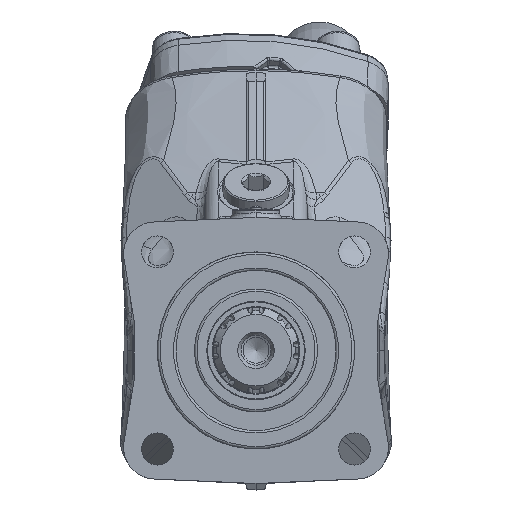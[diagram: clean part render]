
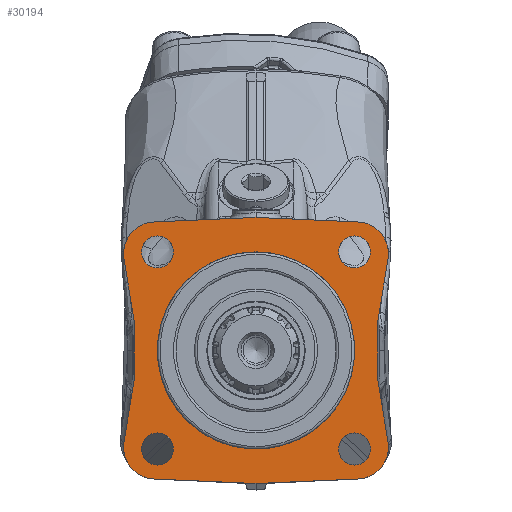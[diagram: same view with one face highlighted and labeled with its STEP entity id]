
A CAD part, top view. The second image highlights one B-rep face of the part: STEP entity #30194.
In plain terms, the highlighted face is planar.
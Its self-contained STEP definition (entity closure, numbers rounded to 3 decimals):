
#834=FACE_BOUND('',#4617,.T.);
#835=FACE_BOUND('',#4618,.T.);
#836=FACE_BOUND('',#4619,.T.);
#837=FACE_BOUND('',#4620,.T.);
#838=FACE_BOUND('',#4621,.T.);
#1406=PLANE('',#32912);
#2900=FACE_OUTER_BOUND('',#4616,.T.);
#4616=EDGE_LOOP('',(#25217,#25218,#25219,#25220,#25221,#25222,#25223,#25224,
#25225,#25226));
#4617=EDGE_LOOP('',(#25227,#25228));
#4618=EDGE_LOOP('',(#25229));
#4619=EDGE_LOOP('',(#25230,#25231));
#4620=EDGE_LOOP('',(#25232,#25233));
#4621=EDGE_LOOP('',(#25234));
#5922=CIRCLE('',#32269,40.);
#5923=CIRCLE('',#32270,40.);
#5928=CIRCLE('',#32279,6.5);
#5929=CIRCLE('',#32280,6.5);
#5988=CIRCLE('',#32414,6.5);
#6028=CIRCLE('',#32469,6.5);
#6114=CIRCLE('',#32589,6.5);
#6115=CIRCLE('',#32590,6.5);
#6240=CIRCLE('',#32883,150.);
#6243=CIRCLE('',#32887,13.);
#6244=CIRCLE('',#32891,13.);
#6245=CIRCLE('',#32893,150.);
#6248=CIRCLE('',#32897,13.);
#6254=CIRCLE('',#32911,13.);
#9185=LINE('',#78712,#10707);
#9188=LINE('',#78717,#10710);
#9193=LINE('',#78736,#10715);
#9206=LINE('',#79260,#10728);
#10707=VECTOR('',#39335,41.392);
#10710=VECTOR('',#39340,41.392);
#10715=VECTOR('',#39363,41.392);
#10728=VECTOR('',#39404,41.392);
#12336=VERTEX_POINT('',#62328);
#12337=VERTEX_POINT('',#62330);
#12344=VERTEX_POINT('',#62360);
#12345=VERTEX_POINT('',#62362);
#12559=VERTEX_POINT('',#64782);
#12646=VERTEX_POINT('',#66842);
#12855=VERTEX_POINT('',#71774);
#12856=VERTEX_POINT('',#71776);
#13285=VERTEX_POINT('',#78698);
#13286=VERTEX_POINT('',#78699);
#13288=VERTEX_POINT('',#78707);
#13289=VERTEX_POINT('',#78711);
#13290=VERTEX_POINT('',#78716);
#13291=VERTEX_POINT('',#78720);
#13292=VERTEX_POINT('',#78724);
#13294=VERTEX_POINT('',#78731);
#13295=VERTEX_POINT('',#78735);
#13308=VERTEX_POINT('',#79256);
#16031=EDGE_CURVE('',#12336,#12337,#5922,.T.);
#16032=EDGE_CURVE('',#12337,#12336,#5923,.T.);
#16041=EDGE_CURVE('',#12344,#12345,#5928,.T.);
#16042=EDGE_CURVE('',#12345,#12344,#5929,.T.);
#16354=EDGE_CURVE('',#12559,#12559,#5988,.T.);
#16481=EDGE_CURVE('',#12646,#12646,#6028,.T.);
#16791=EDGE_CURVE('',#12855,#12856,#6114,.T.);
#16792=EDGE_CURVE('',#12856,#12855,#6115,.T.);
#17453=EDGE_CURVE('',#13285,#13286,#6240,.T.);
#17458=EDGE_CURVE('',#13288,#13285,#6243,.T.);
#17460=EDGE_CURVE('',#13288,#13289,#9185,.T.);
#17463=EDGE_CURVE('',#13290,#13289,#9188,.T.);
#17465=EDGE_CURVE('',#13290,#13291,#6244,.T.);
#17467=EDGE_CURVE('',#13291,#13292,#6245,.T.);
#17471=EDGE_CURVE('',#13294,#13292,#6248,.T.);
#17473=EDGE_CURVE('',#13295,#13294,#9193,.T.);
#17501=EDGE_CURVE('',#13308,#13286,#6254,.T.);
#17503=EDGE_CURVE('',#13295,#13308,#9206,.T.);
#25217=ORIENTED_EDGE('',*,*,#17503,.F.);
#25218=ORIENTED_EDGE('',*,*,#17473,.T.);
#25219=ORIENTED_EDGE('',*,*,#17471,.T.);
#25220=ORIENTED_EDGE('',*,*,#17467,.F.);
#25221=ORIENTED_EDGE('',*,*,#17465,.F.);
#25222=ORIENTED_EDGE('',*,*,#17463,.T.);
#25223=ORIENTED_EDGE('',*,*,#17460,.F.);
#25224=ORIENTED_EDGE('',*,*,#17458,.T.);
#25225=ORIENTED_EDGE('',*,*,#17453,.T.);
#25226=ORIENTED_EDGE('',*,*,#17501,.F.);
#25227=ORIENTED_EDGE('',*,*,#16032,.F.);
#25228=ORIENTED_EDGE('',*,*,#16031,.F.);
#25229=ORIENTED_EDGE('',*,*,#16481,.T.);
#25230=ORIENTED_EDGE('',*,*,#16792,.F.);
#25231=ORIENTED_EDGE('',*,*,#16791,.F.);
#25232=ORIENTED_EDGE('',*,*,#16042,.F.);
#25233=ORIENTED_EDGE('',*,*,#16041,.F.);
#25234=ORIENTED_EDGE('',*,*,#16354,.T.);
#30194=ADVANCED_FACE('',(#2900,#834,#835,#836,#837,#838),#1406,.F.);
#32269=AXIS2_PLACEMENT_3D('',#62331,#37541,#37542);
#32270=AXIS2_PLACEMENT_3D('',#62332,#37543,#37544);
#32279=AXIS2_PLACEMENT_3D('',#62363,#37564,#37565);
#32280=AXIS2_PLACEMENT_3D('',#62364,#37566,#37567);
#32414=AXIS2_PLACEMENT_3D('',#64783,#37990,#37991);
#32469=AXIS2_PLACEMENT_3D('',#66843,#38126,#38127);
#32589=AXIS2_PLACEMENT_3D('',#71777,#38418,#38419);
#32590=AXIS2_PLACEMENT_3D('',#71778,#38420,#38421);
#32883=AXIS2_PLACEMENT_3D('',#78700,#39320,#39321);
#32887=AXIS2_PLACEMENT_3D('',#78708,#39330,#39331);
#32891=AXIS2_PLACEMENT_3D('',#78721,#39344,#39345);
#32893=AXIS2_PLACEMENT_3D('',#78725,#39349,#39350);
#32897=AXIS2_PLACEMENT_3D('',#78732,#39358,#39359);
#32911=AXIS2_PLACEMENT_3D('',#79257,#39399,#39400);
#32912=AXIS2_PLACEMENT_3D('',#79259,#39402,#39403);
#37541=DIRECTION('center_axis',(0.,-1.,0.));
#37542=DIRECTION('ref_axis',(-0.423,0.,-0.906));
#37543=DIRECTION('center_axis',(0.,-1.,0.));
#37544=DIRECTION('ref_axis',(-0.423,0.,-0.906));
#37564=DIRECTION('center_axis',(0.,-1.,0.));
#37565=DIRECTION('ref_axis',(-1.,0.,0.));
#37566=DIRECTION('center_axis',(0.,-1.,0.));
#37567=DIRECTION('ref_axis',(-1.,0.,0.));
#37990=DIRECTION('center_axis',(0.,1.,0.));
#37991=DIRECTION('ref_axis',(-1.,0.,0.));
#38126=DIRECTION('center_axis',(0.,1.,0.));
#38127=DIRECTION('ref_axis',(1.,0.,0.));
#38418=DIRECTION('center_axis',(0.,-1.,0.));
#38419=DIRECTION('ref_axis',(1.,0.,0.));
#38420=DIRECTION('center_axis',(0.,-1.,0.));
#38421=DIRECTION('ref_axis',(1.,0.,0.));
#39320=DIRECTION('center_axis',(0.,1.,0.));
#39321=DIRECTION('ref_axis',(0.971,0.,0.241));
#39330=DIRECTION('center_axis',(0.,-1.,0.));
#39331=DIRECTION('ref_axis',(-0.044,0.,0.999));
#39335=DIRECTION('',(0.999,0.,0.044));
#39340=DIRECTION('',(-0.999,0.,0.044));
#39344=DIRECTION('center_axis',(0.,1.,0.));
#39345=DIRECTION('ref_axis',(0.044,0.,0.999));
#39349=DIRECTION('center_axis',(0.,-1.,0.));
#39350=DIRECTION('ref_axis',(-0.971,0.,0.241));
#39358=DIRECTION('center_axis',(0.,-1.,0.));
#39359=DIRECTION('ref_axis',(0.044,0.,-0.999));
#39363=DIRECTION('',(0.999,0.,0.044));
#39399=DIRECTION('center_axis',(0.,1.,0.));
#39400=DIRECTION('ref_axis',(-0.044,0.,-0.999));
#39402=DIRECTION('center_axis',(0.,1.,0.));
#39403=DIRECTION('ref_axis',(0.,0.,
1.));
#39404=DIRECTION('',(-0.999,0.,0.044));
#62328=CARTESIAN_POINT('',(16.905,0.,36.252));
#62330=CARTESIAN_POINT('',(0.,0.,40.));
#62331=CARTESIAN_POINT('Origin',(0.,0.,
0.));
#62332=CARTESIAN_POINT('Origin',(0.,0.,
0.));
#62360=CARTESIAN_POINT('',(-33.5,0.,-40.));
#62362=CARTESIAN_POINT('',(-46.5,0.,-40.));
#62363=CARTESIAN_POINT('Origin',(-40.,0.,-40.));
#62364=CARTESIAN_POINT('Origin',(-40.,0.,-40.));
#64782=CARTESIAN_POINT('',(-33.5,0.,40.));
#64783=CARTESIAN_POINT('Origin',(-40.,0.,40.));
#66842=CARTESIAN_POINT('',(33.5,0.,-40.));
#66843=CARTESIAN_POINT('Origin',(40.,0.,-40.));
#71774=CARTESIAN_POINT('',(33.5,0.,40.));
#71776=CARTESIAN_POINT('',(46.5,0.,40.));
#71777=CARTESIAN_POINT('Origin',(40.,0.,40.));
#71778=CARTESIAN_POINT('Origin',(40.,0.,40.));
#78698=CARTESIAN_POINT('',(-53.404,0.,36.08));
#78699=CARTESIAN_POINT('',(-53.404,0.,-36.08));
#78700=CARTESIAN_POINT('Origin',(-199.,0.,0.));
#78707=CARTESIAN_POINT('',(-41.353,0.,52.195));
#78708=CARTESIAN_POINT('Origin',(-40.786,0.,39.207));
#78711=CARTESIAN_POINT('',(0.,0.,54.));
#78712=CARTESIAN_POINT('',(-41.353,0.,52.195));
#78716=CARTESIAN_POINT('',(41.353,0.,52.195));
#78717=CARTESIAN_POINT('',(41.353,0.,52.195));
#78720=CARTESIAN_POINT('',(53.404,0.,36.08));
#78721=CARTESIAN_POINT('Origin',(40.786,0.,39.207));
#78724=CARTESIAN_POINT('',(53.404,0.,-36.08));
#78725=CARTESIAN_POINT('Origin',(199.,0.,0.));
#78731=CARTESIAN_POINT('',(41.353,0.,-52.195));
#78732=CARTESIAN_POINT('Origin',(40.786,0.,
-39.207));
#78735=CARTESIAN_POINT('',(0.,0.,-54.));
#78736=CARTESIAN_POINT('',(0.,0.,-54.));
#79256=CARTESIAN_POINT('',(-41.353,0.,-52.195));
#79257=CARTESIAN_POINT('Origin',(-40.786,0.,
-39.207));
#79259=CARTESIAN_POINT('Origin',(92.665,0.,
-87.44));
#79260=CARTESIAN_POINT('',(0.,0.,-54.));
